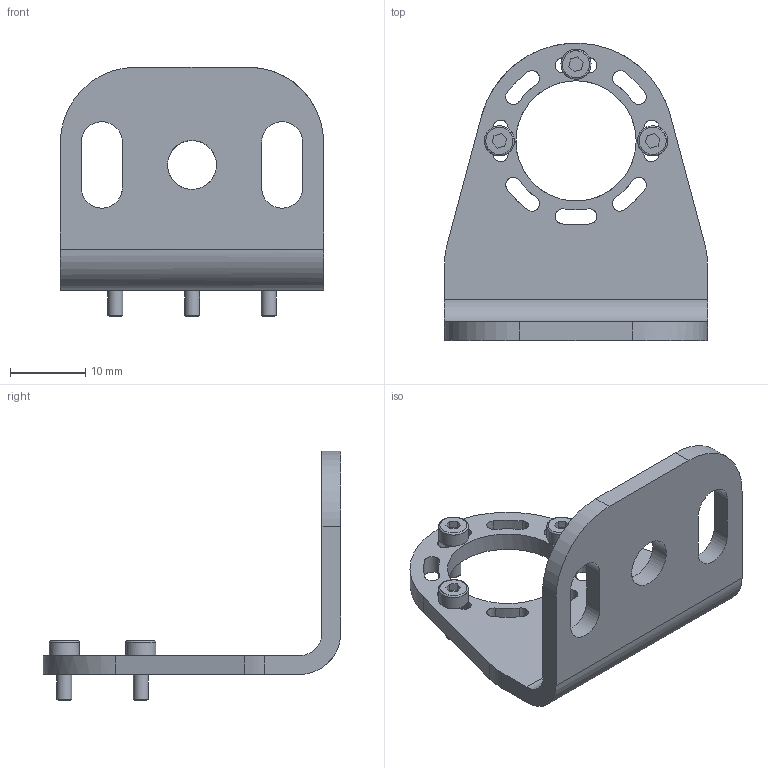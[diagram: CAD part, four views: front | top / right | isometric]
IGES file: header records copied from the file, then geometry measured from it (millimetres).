
Global section: file name: 2.igs; preprocessor: I-DEAS 3D IGES Translator 13; date: 20110505.182800; units: millimetre
Bounding box: 35 x 39.59 x 33.2 mm (x, y, z)
Volume: 3871.2 mm3; surface area: 4479 mm2
Topology: 1 solids, 1 shells, 109 faces, 459 edges, 373 vertices
Faces by surface type: bspline 109
